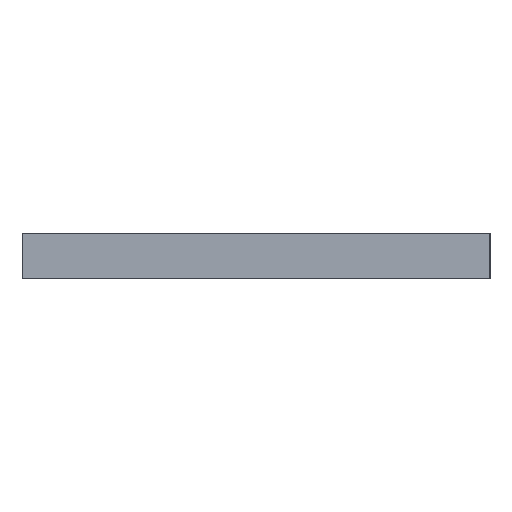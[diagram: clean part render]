
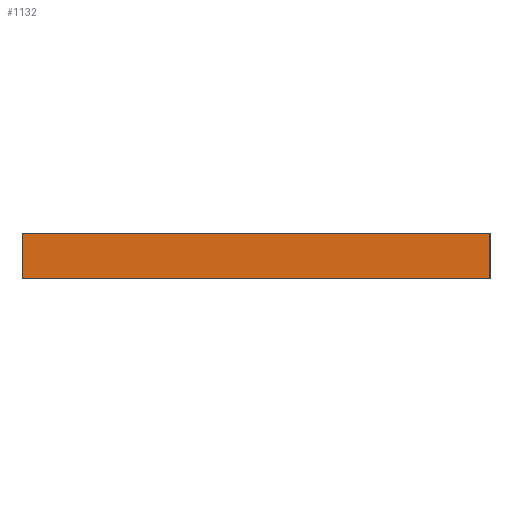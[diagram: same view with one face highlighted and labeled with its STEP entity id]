
A CAD part, left-side view. The second image highlights one B-rep face of the part: STEP entity #1132.
In plain terms, the highlighted planar face has unit normal (-1, 0, 0).
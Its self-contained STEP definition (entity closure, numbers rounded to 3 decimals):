
#70=FACE_OUTER_BOUND('',#124,.T.);
#124=EDGE_LOOP('',(#883,#884,#885,#886));
#272=LINE('',#1718,#428);
#273=LINE('',#1721,#429);
#274=LINE('',#1723,#430);
#275=LINE('',#1724,#431);
#428=VECTOR('',#1412,10.);
#429=VECTOR('',#1415,10.);
#430=VECTOR('',#1416,10.);
#431=VECTOR('',#1417,10.);
#545=VERTEX_POINT('',#1714);
#546=VERTEX_POINT('',#1716);
#547=VERTEX_POINT('',#1720);
#548=VERTEX_POINT('',#1722);
#688=EDGE_CURVE('',#545,#546,#272,.T.);
#689=EDGE_CURVE('',#545,#547,#273,.T.);
#690=EDGE_CURVE('',#548,#546,#274,.T.);
#691=EDGE_CURVE('',#547,#548,#275,.T.);
#883=ORIENTED_EDGE('',*,*,#689,.F.);
#884=ORIENTED_EDGE('',*,*,#688,.T.);
#885=ORIENTED_EDGE('',*,*,#690,.F.);
#886=ORIENTED_EDGE('',*,*,#691,.F.);
#1078=PLANE('',#1200);
#1132=ADVANCED_FACE('',(#70),#1078,.T.);
#1200=AXIS2_PLACEMENT_3D('',#1719,#1413,#1414);
#1412=DIRECTION('',(0.,0.,1.));
#1413=DIRECTION('center_axis',(-1.,0.,0.));
#1414=DIRECTION('ref_axis',(0.,-1.,0.));
#1415=DIRECTION('',(0.,1.,0.));
#1416=DIRECTION('',(0.,-1.,0.));
#1417=DIRECTION('',(0.,0.,1.));
#1714=CARTESIAN_POINT('',(0.,0.,0.));
#1716=CARTESIAN_POINT('',(0.,0.,3.));
#1718=CARTESIAN_POINT('',(0.,0.,0.));
#1719=CARTESIAN_POINT('Origin',(0.,31.,0.));
#1720=CARTESIAN_POINT('',(0.,31.,0.));
#1721=CARTESIAN_POINT('',(0.,0.,0.));
#1722=CARTESIAN_POINT('',(0.,31.,3.));
#1723=CARTESIAN_POINT('',(0.,0.,3.));
#1724=CARTESIAN_POINT('',(0.,31.,0.));
